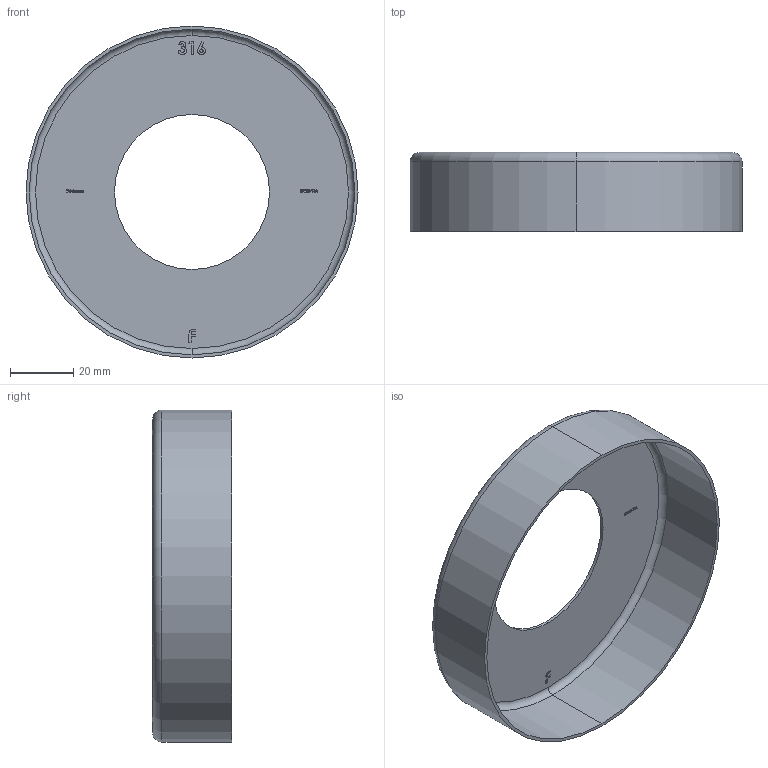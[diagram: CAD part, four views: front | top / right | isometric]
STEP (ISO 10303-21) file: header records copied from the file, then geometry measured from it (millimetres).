
FILE_DESCRIPTION (( 'STEP AP203' ), '1' );
FILE_NAME ('50153-V4A.step', '2020-11-05T12:44:26', ( '' ), ( '' ), 'SwSTEP 2.0', 'SolidWorks 2018', '' );
FILE_SCHEMA (( 'CONFIG_CONTROL_DESIGN' ));
Length unit declared in the file: millimetre
Products named in the file (2): 50153-V4A
Bounding box: 105 x 25 x 105 mm (x, y, z)
Volume: 14259 mm3; surface area: 29016.3 mm2
Topology: 1 solids, 1 shells, 283 faces, 752 edges, 500 vertices
Faces by surface type: plane 163, bspline 110, cylinder 6, torus 4
Entity records: 14609 total; most frequent: CARTESIAN_POINT 8143, ORIENTED_EDGE 1504, DIRECTION 902, EDGE_CURVE 752, LINE 512, VECTOR 512, VERTEX_POINT 500, EDGE_LOOP 314
